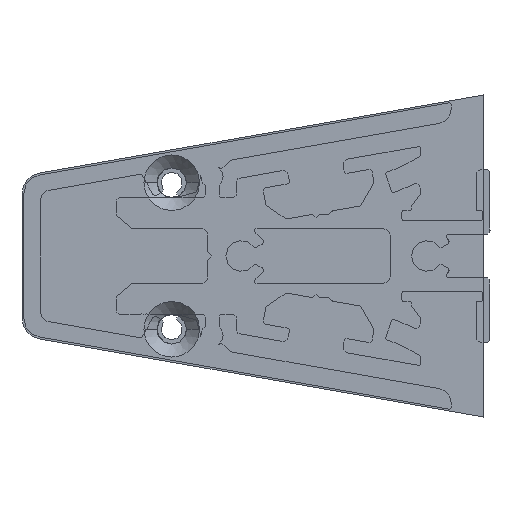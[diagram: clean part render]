
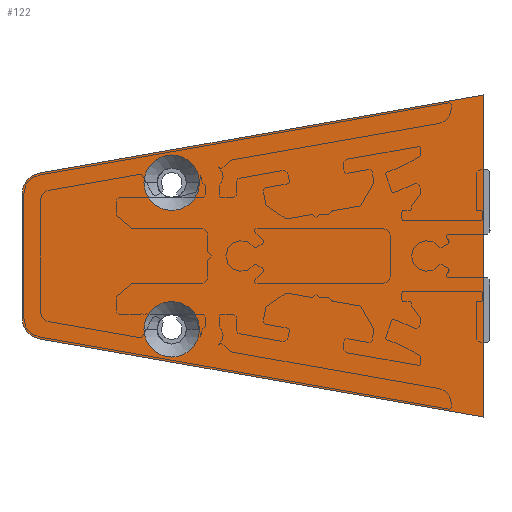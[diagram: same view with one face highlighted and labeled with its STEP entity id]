
A CAD part, front view. The second image highlights one B-rep face of the part: STEP entity #122.
In plain terms, the highlighted planar face has unit normal (0, -1, 0).
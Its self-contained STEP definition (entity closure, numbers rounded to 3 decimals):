
#122=ADVANCED_FACE('',(#517,#518,#519),#520,.T.);
#517=FACE_BOUND('',#1162,.T.);
#518=FACE_BOUND('',#1163,.T.);
#519=FACE_OUTER_BOUND('',#1164,.T.);
#520=PLANE('',#1165);
#1162=EDGE_LOOP('',(#2499,#2500));
#1163=EDGE_LOOP('',(#2501,#2502));
#1164=EDGE_LOOP('',(#2503,#2504,#2505,#2506,#2507,#2508));
#1165=AXIS2_PLACEMENT_3D('',#2509,#2510,#2511);
#2499=ORIENTED_EDGE('',*,*,#5013,.T.);
#2500=ORIENTED_EDGE('',*,*,#4651,.T.);
#2501=ORIENTED_EDGE('',*,*,#5014,.T.);
#2502=ORIENTED_EDGE('',*,*,#4661,.T.);
#2503=ORIENTED_EDGE('',*,*,#4983,.T.);
#2504=ORIENTED_EDGE('',*,*,#4986,.T.);
#2505=ORIENTED_EDGE('',*,*,#4988,.T.);
#2506=ORIENTED_EDGE('',*,*,#4992,.T.);
#2507=ORIENTED_EDGE('',*,*,#4994,.T.);
#2508=ORIENTED_EDGE('',*,*,#4996,.T.);
#2509=CARTESIAN_POINT('',(-21.018,998.0,-126.753));
#2510=DIRECTION('',(0.,-1.0,0.));
#2511=DIRECTION('',(0.,0.,1.0));
#4651=EDGE_CURVE('',#5743,#5740,#5744,.T.);
#4661=EDGE_CURVE('',#5762,#5759,#5763,.T.);
#4983=EDGE_CURVE('',#6341,#6342,#6343,.T.);
#4986=EDGE_CURVE('',#6342,#6346,#6347,.T.);
#4988=EDGE_CURVE('',#6346,#6349,#6350,.T.);
#4992=EDGE_CURVE('',#6349,#6354,#6355,.T.);
#4994=EDGE_CURVE('',#6354,#6357,#6358,.T.);
#4996=EDGE_CURVE('',#6357,#6341,#6360,.T.);
#5013=EDGE_CURVE('',#5740,#5743,#6388,.T.);
#5014=EDGE_CURVE('',#5759,#5762,#6389,.T.);
#5740=VERTEX_POINT('',#7375);
#5743=VERTEX_POINT('',#7379);
#5744=CIRCLE('',#7380,3.0);
#5759=VERTEX_POINT('',#7398);
#5762=VERTEX_POINT('',#7402);
#5763=CIRCLE('',#7403,3.0);
#6341=VERTEX_POINT('',#8145);
#6342=VERTEX_POINT('',#8146);
#6343=CIRCLE('',#8147,2.2);
#6346=VERTEX_POINT('',#8152);
#6347=LINE('',#8153,#8154);
#6349=VERTEX_POINT('',#8157);
#6350=LINE('',#8158,#8159);
#6354=VERTEX_POINT('',#8166);
#6355=LINE('',#8167,#8168);
#6357=VERTEX_POINT('',#8171);
#6358=CIRCLE('',#8172,2.2);
#6360=LINE('',#8175,#8176);
#6388=CIRCLE('',#8209,3.0);
#6389=CIRCLE('',#8210,3.0);
#7375=CARTESIAN_POINT('',(-10.079,998.0,-112.1));
#7379=CARTESIAN_POINT('',(-4.079,998.0,-112.1));
#7380=AXIS2_PLACEMENT_3D('',#9431,#9432,#9433);
#7398=CARTESIAN_POINT('',(-10.079,998.0,-127.9));
#7402=CARTESIAN_POINT('',(-4.079,998.0,-127.9));
#7403=AXIS2_PLACEMENT_3D('',#9453,#9454,#9455);
#8145=CARTESIAN_POINT('',(-23.218,998.0,-126.753));
#8146=CARTESIAN_POINT('',(-21.399,998.0,-128.92));
#8147=AXIS2_PLACEMENT_3D('',#10091,#10092,#10093);
#8152=CARTESIAN_POINT('',(26.482,998.0,-137.353));
#8153=CARTESIAN_POINT('',(-21.399,998.0,-128.92));
#8154=VECTOR('',#10096,1000.0);
#8157=CARTESIAN_POINT('',(26.482,998.0,-102.647));
#8158=CARTESIAN_POINT('',(26.482,998.0,-137.353));
#8159=VECTOR('',#10098,1000.0);
#8166=CARTESIAN_POINT('',(-21.399,998.0,-111.08));
#8167=CARTESIAN_POINT('',(26.482,998.0,-102.647));
#8168=VECTOR('',#10102,1000.0);
#8171=CARTESIAN_POINT('',(-23.218,998.0,-113.247));
#8172=AXIS2_PLACEMENT_3D('',#10104,#10105,#10106);
#8175=CARTESIAN_POINT('',(-23.218,998.0,-113.247));
#8176=VECTOR('',#10108,1000.0);
#8209=AXIS2_PLACEMENT_3D('',#10147,#10148,#10149);
#8210=AXIS2_PLACEMENT_3D('',#10150,#10151,#10152);
#9431=CARTESIAN_POINT('',(-7.079,998.0,-112.1));
#9432=DIRECTION('',(0.,1.0,0.));
#9433=DIRECTION('',(-1.0,0.,0.));
#9453=CARTESIAN_POINT('',(-7.079,998.0,-127.9));
#9454=DIRECTION('',(0.,1.0,0.));
#9455=DIRECTION('',(-1.0,0.,0.));
#10091=CARTESIAN_POINT('',(-21.018,998.0,-126.753));
#10092=DIRECTION('',(0.,-1.0,0.));
#10093=DIRECTION('',(0.,0.,1.0));
#10096=DIRECTION('',(0.985,0.,-0.173));
#10098=DIRECTION('',(0.,0.,1.0));
#10102=DIRECTION('',(-0.985,0.,-0.173));
#10104=CARTESIAN_POINT('',(-21.018,998.0,-113.247));
#10105=DIRECTION('',(0.,-1.0,0.));
#10106=DIRECTION('',(0.,0.,1.0));
#10108=DIRECTION('',(0.,0.,-1.0));
#10147=CARTESIAN_POINT('',(-7.079,998.0,-112.1));
#10148=DIRECTION('',(0.,1.0,0.));
#10149=DIRECTION('',(-1.0,0.,0.));
#10150=CARTESIAN_POINT('',(-7.079,998.0,-127.9));
#10151=DIRECTION('',(0.,1.0,0.));
#10152=DIRECTION('',(-1.0,0.,0.));
